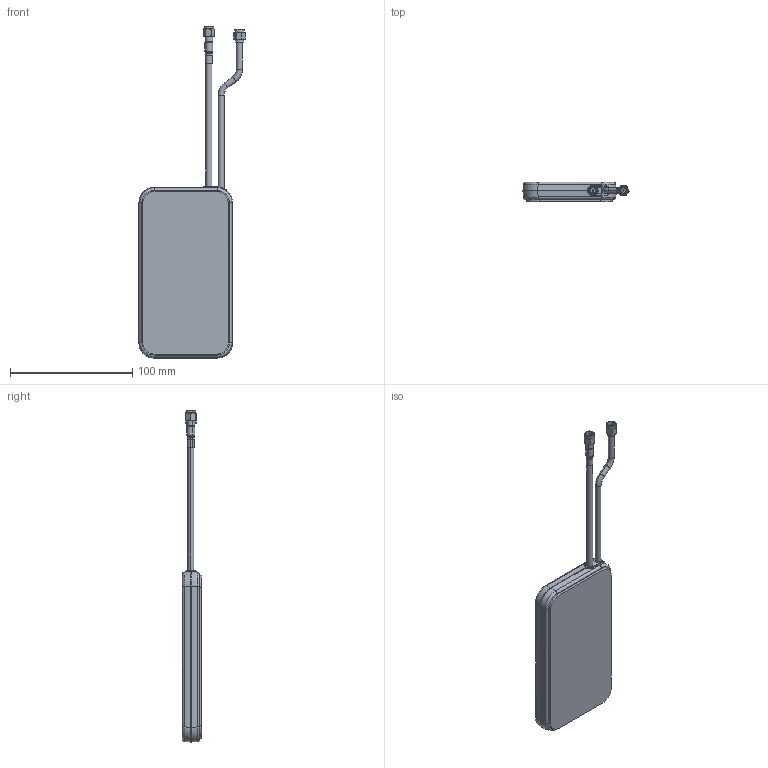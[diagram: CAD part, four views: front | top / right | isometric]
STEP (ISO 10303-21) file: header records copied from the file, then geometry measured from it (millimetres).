
FILE_DESCRIPTION (( 'STEP AP214' ), '1' );
FILE_NAME ('MA251.A.BI.001_Web.STEP', '2022-03-14T15:21:09', ( '' ), ( '' ), 'SwSTEP 2.0', 'SolidWorks 2018', '' );
FILE_SCHEMA (( 'AUTOMOTIVE_DESIGN' ));
Length unit declared in the file: millimetre
Products named in the file (1): MA251.A.BI.001_Web
Bounding box: 86.69 x 16.11 x 271.25 mm (x, y, z)
Surface area: 45633.8 mm2 (no closed solid volume)
Topology: 0 solids, 27 shells, 236 faces, 967 edges, 761 vertices
Faces by surface type: plane 90, bspline 60, cylinder 58, cone 22, torus 6
Entity records: 17976 total; most frequent: CARTESIAN_POINT 8248, ORIENTED_EDGE 1399, DIRECTION 1181, EDGE_CURVE 967, VERTEX_POINT 761, LINE 507, VECTOR 507, AXIS2_PLACEMENT_3D 337
